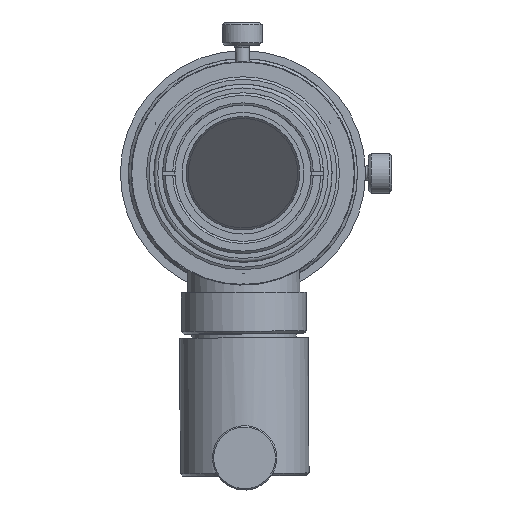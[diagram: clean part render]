
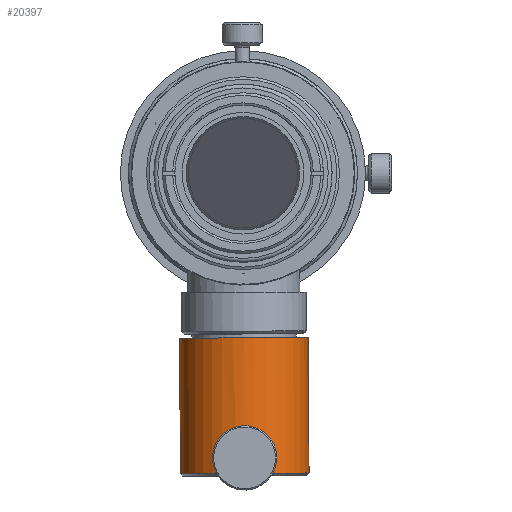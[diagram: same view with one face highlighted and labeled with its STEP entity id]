
A CAD part, left-side view. The second image highlights one B-rep face of the part: STEP entity #20397.
In plain terms, the highlighted cylindrical face has radius 12.7 mm (diameter 25.4 mm), a full revolution.
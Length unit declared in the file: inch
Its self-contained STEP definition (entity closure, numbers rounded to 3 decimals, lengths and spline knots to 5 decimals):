
#20147=CARTESIAN_POINT('',(1.084,0.5,0.));
#20148=VERTEX_POINT('',#20147);
#20149=CARTESIAN_POINT('',(1.214,0.5,0.0));
#20150=VERTEX_POINT('',#20149);
#20151=CARTESIAN_POINT('',(1.084,0.5,0.));
#20152=CARTESIAN_POINT('',(1.084,0.5,-0.00817));
#20153=CARTESIAN_POINT('',(1.08563,0.49978,-0.01688));
#20154=CARTESIAN_POINT('',(1.09227,0.49898,-0.03289));
#20155=CARTESIAN_POINT('',(1.09727,0.49842,-0.0402));
#20156=CARTESIAN_POINT('',(1.1088,0.49735,-0.05173));
#20157=CARTESIAN_POINT('',(1.11611,0.49678,-0.05673));
#20158=CARTESIAN_POINT('',(1.13212,0.49598,-0.06337));
#20159=CARTESIAN_POINT('',(1.14083,0.49576,-0.065));
#20160=CARTESIAN_POINT('',(1.15717,0.49576,-0.065));
#20161=CARTESIAN_POINT('',(1.16588,0.49598,-0.06337));
#20162=CARTESIAN_POINT('',(1.18189,0.49678,-0.05673));
#20163=CARTESIAN_POINT('',(1.1892,0.49735,-0.05173));
#20164=CARTESIAN_POINT('',(1.20073,0.49842,-0.0402));
#20165=CARTESIAN_POINT('',(1.20573,0.49898,-0.03289));
#20166=CARTESIAN_POINT('',(1.21237,0.49978,-0.01688));
#20167=CARTESIAN_POINT('',(1.214,0.5,-0.00817));
#20168=CARTESIAN_POINT('',(1.214,0.5,0.));
#20169=B_SPLINE_CURVE_WITH_KNOTS('',3,(#20151,#20152,#20153,#20154,#20155,#20156,#20157,#20158,#20159,#20160,#20161,#20162,#20163,#20164,#20165,#20166,#20167,#20168),.UNSPECIFIED.,.F.,.U.,(4,2,2,2,2,2,2,2,4),(0.24907,0.31133,0.3736,0.43587,0.49813,0.5604,0.62267,0.68493,0.7472),.UNSPECIFIED.);
#20170=EDGE_CURVE('',#20148,#20150,#20169,.T.);
#20172=CARTESIAN_POINT('',(1.214,0.5,0.));
#20173=CARTESIAN_POINT('',(1.214,0.5,0.00817));
#20174=CARTESIAN_POINT('',(1.21237,0.49978,0.01688));
#20175=CARTESIAN_POINT('',(1.20573,0.49898,0.03289));
#20176=CARTESIAN_POINT('',(1.20073,0.49842,0.0402));
#20177=CARTESIAN_POINT('',(1.1892,0.49735,0.05173));
#20178=CARTESIAN_POINT('',(1.18189,0.49678,0.05673));
#20179=CARTESIAN_POINT('',(1.16588,0.49598,0.06337));
#20180=CARTESIAN_POINT('',(1.15717,0.49576,0.065));
#20181=CARTESIAN_POINT('',(1.149,0.49576,0.065));
#20182=CARTESIAN_POINT('',(1.14083,0.49576,0.065));
#20183=CARTESIAN_POINT('',(1.13212,0.49598,0.06337));
#20184=CARTESIAN_POINT('',(1.11611,0.49678,0.05673));
#20185=CARTESIAN_POINT('',(1.1088,0.49735,0.05173));
#20186=CARTESIAN_POINT('',(1.09727,0.49842,0.0402));
#20187=CARTESIAN_POINT('',(1.09227,0.49898,0.03289));
#20188=CARTESIAN_POINT('',(1.08563,0.49978,0.01688));
#20189=CARTESIAN_POINT('',(1.084,0.5,0.00817));
#20190=CARTESIAN_POINT('',(1.084,0.5,0.0));
#20191=B_SPLINE_CURVE_WITH_KNOTS('',3,(#20172,#20173,#20174,#20175,#20176,#20177,#20178,#20179,#20180,#20181,#20182,#20183,#20184,#20185,#20186,#20187,#20188,#20189,#20190),.UNSPECIFIED.,.F.,.U.,(4,2,2,2,3,2,2,2,4),(0.7472,0.80947,0.87173,0.934,0.99627,1.05853,1.1208,1.18307,1.24533),.UNSPECIFIED.);
#20192=EDGE_CURVE('',#20150,#20148,#20191,.T.);
#20351=CARTESIAN_POINT('',(1.269,0.5,0.));
#20352=VERTEX_POINT('',#20351);
#20353=CARTESIAN_POINT('',(1.269,0.0,0.0));
#20354=DIRECTION('',(1.0,0.0,0.0));
#20355=DIRECTION('',(0.0,-1.0,0.0));
#20356=AXIS2_PLACEMENT_3D('',#20353,#20354,#20355);
#20357=CIRCLE('',#20356,0.5);
#20358=EDGE_CURVE('',#20352,#20352,#20357,.T.);
#20374=CARTESIAN_POINT('',(0.7525,0.0,0.0));
#20375=DIRECTION('',(1.0,0.0,0.0));
#20376=DIRECTION('',(0.0,1.0,0.0));
#20377=AXIS2_PLACEMENT_3D('',#20374,#20375,#20376);
#20378=CYLINDRICAL_SURFACE('',#20377,0.5);
#20379=CARTESIAN_POINT('',(0.216,0.5,0.0));
#20380=VERTEX_POINT('',#20379);
#20381=CARTESIAN_POINT('',(0.216,0.0,0.0));
#20382=DIRECTION('',(1.0,0.0,0.0));
#20383=DIRECTION('',(0.0,1.0,0.0));
#20384=AXIS2_PLACEMENT_3D('',#20381,#20382,#20383);
#20385=CIRCLE('',#20384,0.5);
#20386=EDGE_CURVE('',#20380,#20380,#20385,.T.);
#20387=ORIENTED_EDGE('',*,*,#20386,.T.);
#20388=EDGE_LOOP('',(#20387));
#20389=FACE_OUTER_BOUND('',#20388,.T.);
#20390=ORIENTED_EDGE('',*,*,#20170,.T.);
#20391=ORIENTED_EDGE('',*,*,#20192,.T.);
#20392=EDGE_LOOP('',(#20390,#20391));
#20393=FACE_BOUND('',#20392,.T.);
#20394=ORIENTED_EDGE('',*,*,#20358,.F.);
#20395=EDGE_LOOP('',(#20394));
#20396=FACE_BOUND('',#20395,.T.);
#20397=ADVANCED_FACE('',(#20389,#20393,#20396),#20378,.T.);
